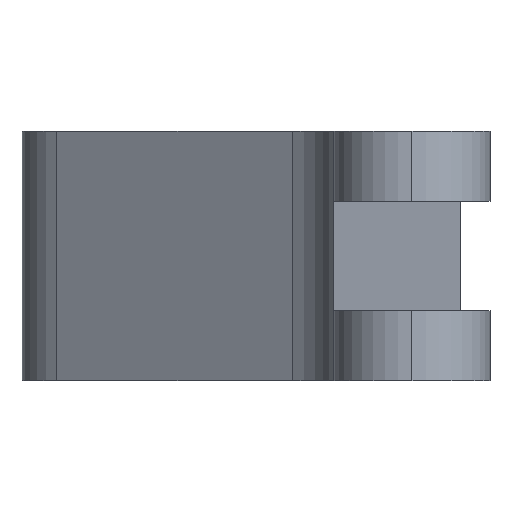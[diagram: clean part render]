
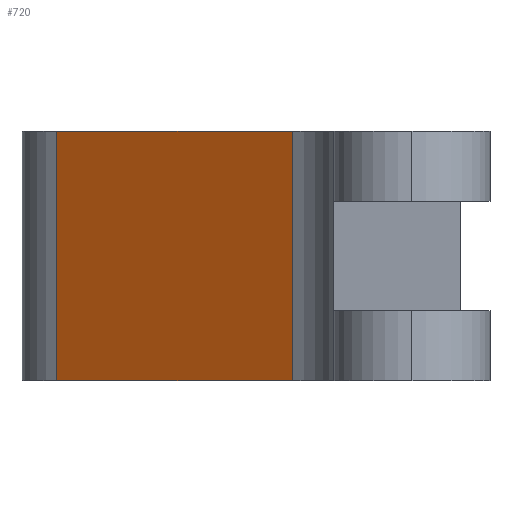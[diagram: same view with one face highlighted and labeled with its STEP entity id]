
A CAD part, left-side view. The second image highlights one B-rep face of the part: STEP entity #720.
In plain terms, the highlighted planar face has unit normal (-0.832, 0.555, 0).
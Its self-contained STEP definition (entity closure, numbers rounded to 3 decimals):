
#7 = ORIENTED_EDGE ( 'NONE', *, *, #1094, .T. ) ;
#35 = VERTEX_POINT ( 'NONE', #155 ) ;
#123 = DIRECTION ( 'NONE',  ( 0.832, -0.555, 0. ) ) ;
#125 = EDGE_CURVE ( 'NONE', #1070, #1130, #470, .T. ) ;
#142 = CARTESIAN_POINT ( 'NONE',  ( 13.921, 11.388, 0. ) ) ;
#145 = DIRECTION ( 'NONE',  ( 0.555, 0.832, 0. ) ) ;
#155 = CARTESIAN_POINT ( 'NONE',  ( 8.879, 3.835, 0. ) ) ;
#157 = DIRECTION ( 'NONE',  ( 0., 0., 1. ) ) ;
#193 = CARTESIAN_POINT ( 'NONE',  ( 15.33, 13.5, 0. ) ) ;
#242 = PLANE ( 'NONE',  #760 ) ;
#253 = CARTESIAN_POINT ( 'NONE',  ( 15.33, 13.5, 0. ) ) ;
#255 = VECTOR ( 'NONE', #751, 1000. ) ;
#352 = LINE ( 'NONE', #142, #255 ) ;
#374 = CARTESIAN_POINT ( 'NONE',  ( 15.33, 13.5, 8. ) ) ;
#424 = VECTOR ( 'NONE', #909, 1000. ) ;
#425 = VERTEX_POINT ( 'NONE', #957 ) ;
#445 = CARTESIAN_POINT ( 'NONE',  ( 8.879, 3.835, 8. ) ) ;
#470 = LINE ( 'NONE', #374, #757 ) ;
#471 = ORIENTED_EDGE ( 'NONE', *, *, #125, .T. ) ;
#507 = EDGE_CURVE ( 'NONE', #35, #425, #692, .T. ) ;
#636 = CARTESIAN_POINT ( 'NONE',  ( 8.879, 3.835, 8. ) ) ;
#692 = LINE ( 'NONE', #193, #424 ) ;
#711 = ORIENTED_EDGE ( 'NONE', *, *, #507, .F. ) ;
#720 = ADVANCED_FACE ( 'NONE', ( #1128 ), #242, .F. ) ;
#751 = DIRECTION ( 'NONE',  ( 0., 0., 1. ) ) ;
#757 = VECTOR ( 'NONE', #854, 1000. ) ;
#760 = AXIS2_PLACEMENT_3D ( 'NONE', #253, #123, #145 ) ;
#843 = VECTOR ( 'NONE', #157, 1000. ) ;
#854 = DIRECTION ( 'NONE',  ( 0.555, 0.832, 0. ) ) ;
#909 = DIRECTION ( 'NONE',  ( 0.555, 0.832, 0. ) ) ;
#957 = CARTESIAN_POINT ( 'NONE',  ( 13.921, 11.388, 0. ) ) ;
#1010 = EDGE_LOOP ( 'NONE', ( #711, #7, #471, #1051 ) ) ;
#1051 = ORIENTED_EDGE ( 'NONE', *, *, #1188, .F. ) ;
#1070 = VERTEX_POINT ( 'NONE', #445 ) ;
#1094 = EDGE_CURVE ( 'NONE', #35, #1070, #1131, .T. ) ;
#1128 = FACE_OUTER_BOUND ( 'NONE', #1010, .T. ) ;
#1130 = VERTEX_POINT ( 'NONE', #1141 ) ;
#1131 = LINE ( 'NONE', #636, #843 ) ;
#1141 = CARTESIAN_POINT ( 'NONE',  ( 13.921, 11.388, 8. ) ) ;
#1188 = EDGE_CURVE ( 'NONE', #425, #1130, #352, .T. ) ;
